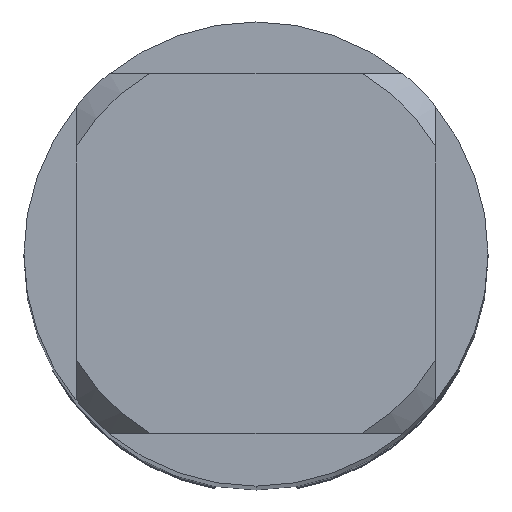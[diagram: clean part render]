
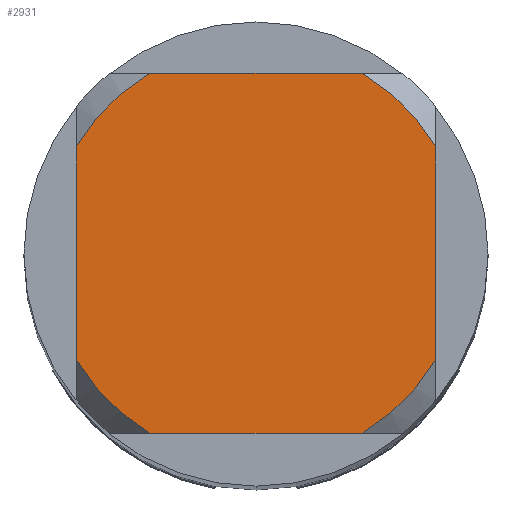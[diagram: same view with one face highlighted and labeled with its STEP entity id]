
A CAD part, top view. The second image highlights one B-rep face of the part: STEP entity #2931.
In plain terms, the highlighted planar face has unit normal (0, 0, 1).
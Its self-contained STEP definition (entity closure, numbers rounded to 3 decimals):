
#2931=ADVANCED_FACE('',(#8196),#8197,.T.);
#3437=EDGE_CURVE('',#4407,#7673,#8744,.T.);
#3475=EDGE_CURVE('',#7041,#4651,#8785,.T.);
#4199=EDGE_CURVE('',#4565,#4651,#9572,.T.);
#4281=EDGE_CURVE('',#7507,#7289,#9663,.T.);
#4305=EDGE_CURVE('',#7041,#7673,#9690,.T.);
#4371=EDGE_CURVE('',#4407,#7289,#9761,.T.);
#4407=VERTEX_POINT('',#9798);
#4565=VERTEX_POINT('',#9974);
#4651=VERTEX_POINT('',#10068);
#4655=EDGE_CURVE('',#4565,#7573,#10072,.T.);
#7041=VERTEX_POINT('',#12668);
#7289=VERTEX_POINT('',#12937);
#7413=EDGE_CURVE('',#7507,#7573,#13068,.T.);
#7507=VERTEX_POINT('',#13170);
#7573=VERTEX_POINT('',#13241);
#7673=VERTEX_POINT('',#13344);
#8196=FACE_OUTER_BOUND('',#14133,.T.);
#8197=PLANE('',#14134);
#8744=LINE('',#15044,#15045);
#8785=LINE('',#15135,#15136);
#9572=CIRCLE('',#16535,3.6);
#9663=LINE('',#16657,#16658);
#9690=CIRCLE('',#16710,3.6);
#9761=CIRCLE('',#16823,3.6);
#9798=CARTESIAN_POINT('',(1.83,3.1,0.0));
#9974=CARTESIAN_POINT('',(-1.83,-3.1,0.0));
#10068=CARTESIAN_POINT('',(-3.1,-1.83,0.0));
#10072=LINE('',#17345,#17346);
#12668=CARTESIAN_POINT('',(-3.1,1.83,0.0));
#12937=CARTESIAN_POINT('',(3.1,1.83,0.0));
#13068=CIRCLE('',#22757,3.6);
#13170=CARTESIAN_POINT('',(3.1,-1.83,0.0));
#13241=CARTESIAN_POINT('',(1.83,-3.1,0.0));
#13344=CARTESIAN_POINT('',(-1.83,3.1,0.0));
#14133=EDGE_LOOP('',(#24086,#24087,#24088,#24089,#24090,#24091,#24092,#24093));
#14134=AXIS2_PLACEMENT_3D('',#24094,#24095,#24096);
#15044=CARTESIAN_POINT('',(0.0,3.1,0.0));
#15045=VECTOR('',#24613,1.0);
#15135=CARTESIAN_POINT('',(-3.1,0.9,0.0));
#15136=VECTOR('',#24651,1.0);
#16535=AXIS2_PLACEMENT_3D('',#25458,#25459,#25460);
#16657=CARTESIAN_POINT('',(3.1,0.9,0.0));
#16658=VECTOR('',#25558,1.0);
#16710=AXIS2_PLACEMENT_3D('',#25587,#25588,#25589);
#16823=AXIS2_PLACEMENT_3D('',#25661,#25662,#25663);
#17345=CARTESIAN_POINT('',(0.0,-3.1,0.0));
#17346=VECTOR('',#26019,1.0);
#22757=AXIS2_PLACEMENT_3D('',#29383,#29384,#29385);
#24086=ORIENTED_EDGE('',*,*,#3475,.T.);
#24087=ORIENTED_EDGE('',*,*,#4199,.F.);
#24088=ORIENTED_EDGE('',*,*,#4655,.T.);
#24089=ORIENTED_EDGE('',*,*,#7413,.F.);
#24090=ORIENTED_EDGE('',*,*,#4281,.T.);
#24091=ORIENTED_EDGE('',*,*,#4371,.F.);
#24092=ORIENTED_EDGE('',*,*,#3437,.T.);
#24093=ORIENTED_EDGE('',*,*,#4305,.F.);
#24094=CARTESIAN_POINT('',(0.0,1.8,0.0));
#24095=DIRECTION('',(-0.0,0.0,1.0));
#24096=DIRECTION('',(0.0,-1.0,0.0));
#24613=DIRECTION('',(-1.0,0.0,0.0));
#24651=DIRECTION('',(-0.0,-1.0,0.0));
#25458=CARTESIAN_POINT('',(0.0,0.0,0.0));
#25459=DIRECTION('',(0.0,0.0,-1.0));
#25460=DIRECTION('',(0.0,1.0,0.0));
#25558=DIRECTION('',(-0.0,1.0,0.0));
#25587=CARTESIAN_POINT('',(0.0,0.0,0.0));
#25588=DIRECTION('',(0.0,0.0,-1.0));
#25589=DIRECTION('',(0.0,1.0,0.0));
#25661=CARTESIAN_POINT('',(0.0,0.0,0.0));
#25662=DIRECTION('',(0.0,0.0,-1.0));
#25663=DIRECTION('',(0.0,1.0,0.0));
#26019=DIRECTION('',(1.0,0.0,0.0));
#29383=CARTESIAN_POINT('',(0.0,0.0,0.0));
#29384=DIRECTION('',(0.0,0.0,-1.0));
#29385=DIRECTION('',(0.0,1.0,0.0));
